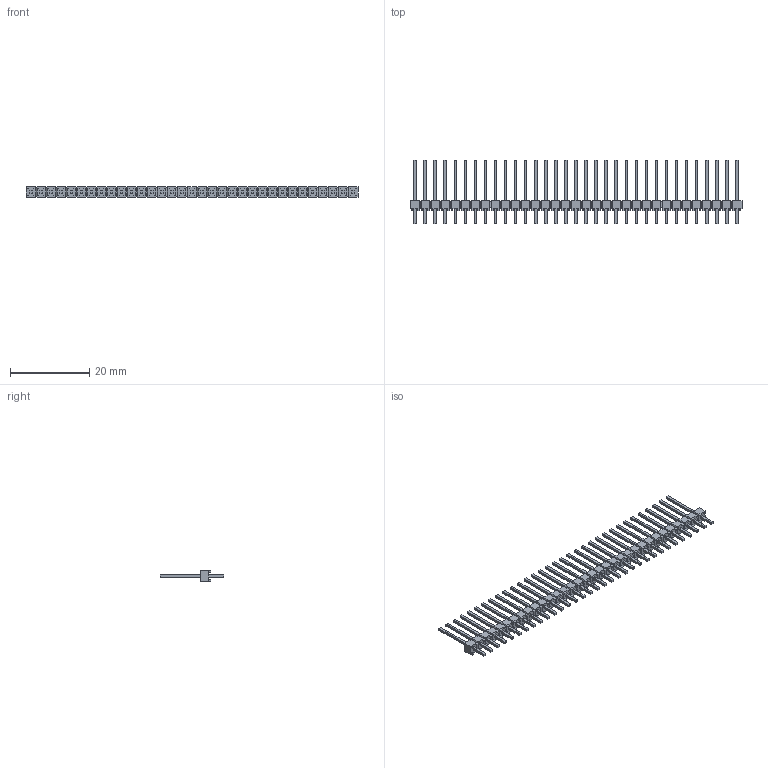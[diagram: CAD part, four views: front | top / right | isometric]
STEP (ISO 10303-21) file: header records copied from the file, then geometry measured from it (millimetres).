
FILE_DESCRIPTION(/* description */ ('STEP AP214'),/* implementation_level */ '2;1');
FILE_NAME(/* name */ 'MTSW-133-22-S-S-400',/* time_stamp */ '2023-01-12T22:11:58+01:00',/* author */ ('License CC BY-ND 4.0'),/* organization */ ('CADENAS'),/* preprocessor_version */ 'ST-DEVELOPER v18.102',/* originating_system */ 'PARTsolutions',/* authorisation */ ' ');
FILE_SCHEMA (('AUTOMOTIVE_DESIGN {1 0 10303 214 3 1 1}'));
Length unit declared in the file: inch
Products named in the file (3): MTSW-133-22-S-S-400; MTSW-133-22-S-400; MTSW-133-22-S-S-400_body
Assembly tree (2 placements, depth 2):
  MTSW-133-22-S-S-400
    MTSW-133-22-S-400
    MTSW-133-22-S-S-400_body
Bounding box: 83.82 x 16 x 2.54 mm (x, y, z)
Volume: 617.6 mm3; surface area: 2582.5 mm2
Topology: 2 solids, 2 shells, 1450 faces, 3756 edges, 2376 vertices
Faces by surface type: plane 1450
Entity records: 42998 total; most frequent: CARTESIAN_POINT 7585, ORIENTED_EDGE 7512, DIRECTION 6662, EDGE_CURVE 3756, LINE 3756, VECTOR 3756, VERTEX_POINT 2376, EDGE_LOOP 1582
